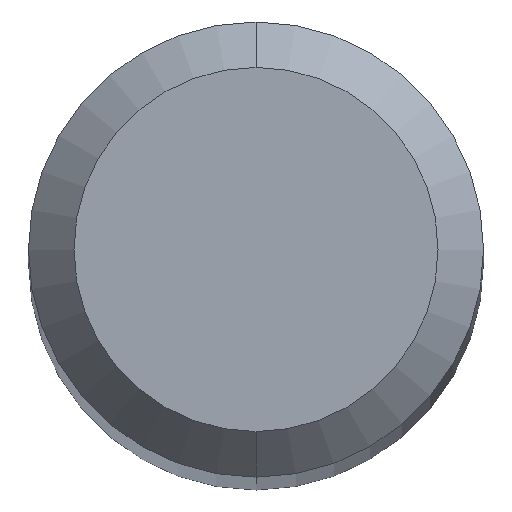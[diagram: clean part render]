
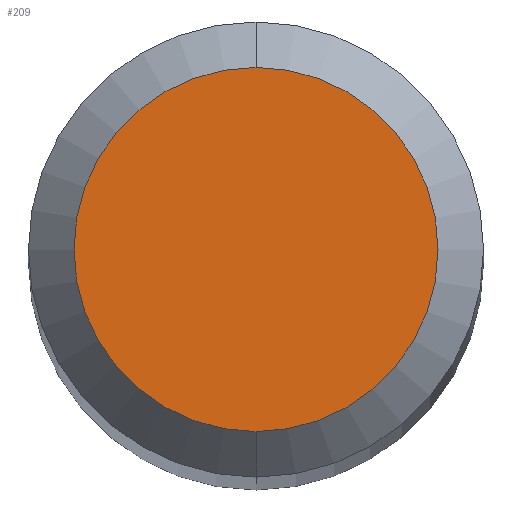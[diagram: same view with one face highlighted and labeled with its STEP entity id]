
A CAD part, top view. The second image highlights one B-rep face of the part: STEP entity #209.
In plain terms, the highlighted planar face has unit normal (0, 0, 1).
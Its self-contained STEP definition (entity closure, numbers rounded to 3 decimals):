
#7 = VERTEX_POINT ( 'NONE', #81 ) ;
#8 = ORIENTED_EDGE ( 'NONE', *, *, #15, .T. ) ;
#15 = EDGE_CURVE ( 'NONE', #7, #56, #164, .T. ) ;
#22 = CARTESIAN_POINT ( 'NONE',  ( 0., 3.124, 0. ) ) ;
#47 = EDGE_CURVE ( 'NONE', #56, #7, #125, .T. ) ;
#56 = VERTEX_POINT ( 'NONE', #168 ) ;
#67 = DIRECTION ( 'NONE',  ( 0., 1., 0. ) ) ;
#68 = AXIS2_PLACEMENT_3D ( 'NONE', #22, #103, #213 ) ;
#74 = DIRECTION ( 'NONE',  ( 0., 0., 1. ) ) ;
#75 = EDGE_LOOP ( 'NONE', ( #8, #92 ) ) ;
#81 = CARTESIAN_POINT ( 'NONE',  ( 0., 2.499, 0. ) ) ;
#92 = ORIENTED_EDGE ( 'NONE', *, *, #47, .T. ) ;
#103 = DIRECTION ( 'NONE',  ( 0., 0., -1. ) ) ;
#113 = AXIS2_PLACEMENT_3D ( 'NONE', #137, #74, #140 ) ;
#125 = CIRCLE ( 'NONE', #113, 2.499 ) ;
#128 = AXIS2_PLACEMENT_3D ( 'NONE', #165, #152, #67 ) ;
#137 = CARTESIAN_POINT ( 'NONE',  ( 0., 0., 0. ) ) ;
#140 = DIRECTION ( 'NONE',  ( 0., 1., 0. ) ) ;
#149 = PLANE ( 'NONE',  #68 ) ;
#152 = DIRECTION ( 'NONE',  ( 0., 0., 1. ) ) ;
#157 = FACE_OUTER_BOUND ( 'NONE', #75, .T. ) ;
#164 = CIRCLE ( 'NONE', #128, 2.499 ) ;
#165 = CARTESIAN_POINT ( 'NONE',  ( 0., 0., 0. ) ) ;
#168 = CARTESIAN_POINT ( 'NONE',  ( 0., -2.499, 0. ) ) ;
#209 = ADVANCED_FACE ( 'NONE', ( #157 ), #149, .F. ) ;
#213 = DIRECTION ( 'NONE',  ( 0., 1., 0. ) ) ;
